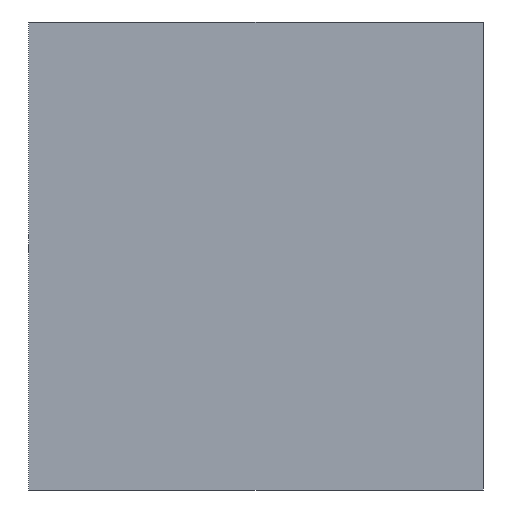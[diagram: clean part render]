
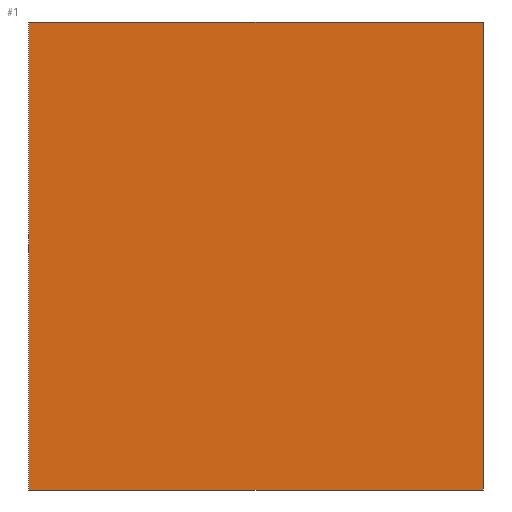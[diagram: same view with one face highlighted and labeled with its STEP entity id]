
A CAD part, front view. The second image highlights one B-rep face of the part: STEP entity #1.
In plain terms, the highlighted planar face has unit normal (0, -1, 0).
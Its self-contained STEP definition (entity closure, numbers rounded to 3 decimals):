
#1 = ADVANCED_FACE ( 'NONE', ( #30 ), #144, .F. ) ;
#6 = VERTEX_POINT ( 'NONE', #121 ) ;
#14 = AXIS2_PLACEMENT_3D ( 'NONE', #132, #106, #87 ) ;
#20 = DIRECTION ( 'NONE',  ( 0., 0., 1. ) ) ;
#28 = EDGE_LOOP ( 'NONE', ( #29, #49, #118, #47 ) ) ;
#29 = ORIENTED_EDGE ( 'NONE', *, *, #157, .F. ) ;
#30 = FACE_OUTER_BOUND ( 'NONE', #28, .T. ) ;
#33 = CARTESIAN_POINT ( 'NONE',  ( -165., 0., 170. ) ) ;
#37 = CARTESIAN_POINT ( 'NONE',  ( 165., 0., 170. ) ) ;
#44 = VECTOR ( 'NONE', #20, 1000. ) ;
#47 = ORIENTED_EDGE ( 'NONE', *, *, #148, .F. ) ;
#49 = ORIENTED_EDGE ( 'NONE', *, *, #200, .F. ) ;
#59 = LINE ( 'NONE', #140, #44 ) ;
#65 = VECTOR ( 'NONE', #136, 1000. ) ;
#75 = CARTESIAN_POINT ( 'NONE',  ( 165., 0., 170. ) ) ;
#76 = CARTESIAN_POINT ( 'NONE',  ( 165., 0., -170. ) ) ;
#82 = VERTEX_POINT ( 'NONE', #209 ) ;
#83 = VECTOR ( 'NONE', #171, 1000. ) ;
#87 = DIRECTION ( 'NONE',  ( 0., 0., 1. ) ) ;
#96 = LINE ( 'NONE', #76, #117 ) ;
#97 = CARTESIAN_POINT ( 'NONE',  ( -165., 0., -170. ) ) ;
#106 = DIRECTION ( 'NONE',  ( 0., 1., 0. ) ) ;
#117 = VECTOR ( 'NONE', #172, 1000. ) ;
#118 = ORIENTED_EDGE ( 'NONE', *, *, #125, .F. ) ;
#121 = CARTESIAN_POINT ( 'NONE',  ( 165., 0., 170. ) ) ;
#125 = EDGE_CURVE ( 'NONE', #6, #82, #208, .T. ) ;
#131 = VERTEX_POINT ( 'NONE', #33 ) ;
#132 = CARTESIAN_POINT ( 'NONE',  ( 0., 0., 0. ) ) ;
#136 = DIRECTION ( 'NONE',  ( 0., 0., -1. ) ) ;
#140 = CARTESIAN_POINT ( 'NONE',  ( -165., 0., 170. ) ) ;
#144 = PLANE ( 'NONE',  #14 ) ;
#148 = EDGE_CURVE ( 'NONE', #131, #6, #217, .T. ) ;
#157 = EDGE_CURVE ( 'NONE', #203, #131, #59, .T. ) ;
#171 = DIRECTION ( 'NONE',  ( 1., 0., 0. ) ) ;
#172 = DIRECTION ( 'NONE',  ( -1., 0., 0. ) ) ;
#200 = EDGE_CURVE ( 'NONE', #82, #203, #96, .T. ) ;
#203 = VERTEX_POINT ( 'NONE', #97 ) ;
#208 = LINE ( 'NONE', #75, #65 ) ;
#209 = CARTESIAN_POINT ( 'NONE',  ( 165., 0., -170. ) ) ;
#217 = LINE ( 'NONE', #37, #83 ) ;
